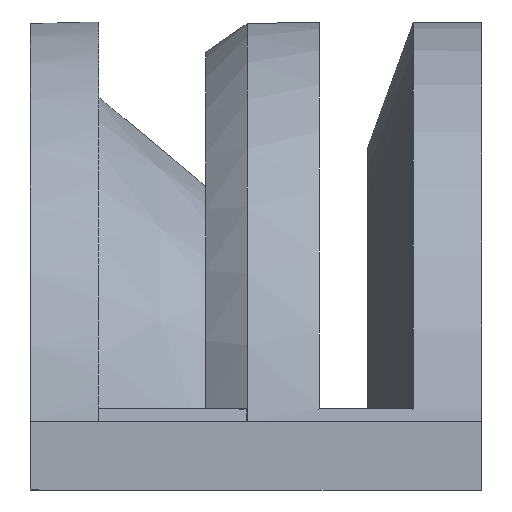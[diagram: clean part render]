
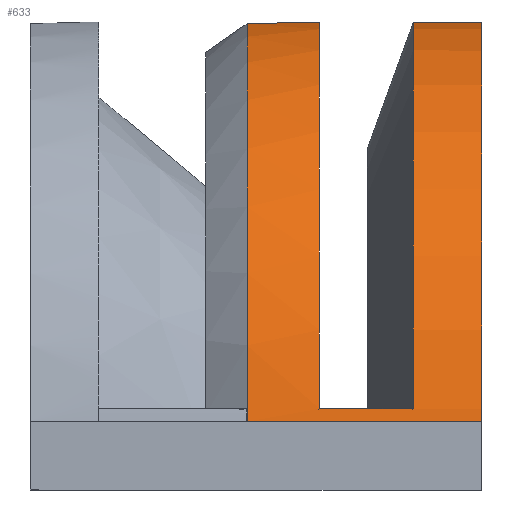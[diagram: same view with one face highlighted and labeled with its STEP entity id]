
A CAD part, left-side view. The second image highlights one B-rep face of the part: STEP entity #633.
In plain terms, the highlighted conical face has half-angle 0.086 degrees and reference radius 13.7 mm.
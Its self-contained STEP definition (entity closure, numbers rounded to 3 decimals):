
#30=CONICAL_SURFACE('',#704,13.7,0.001);
#36=FACE_BOUND('',#114,.T.);
#79=FACE_OUTER_BOUND('',#113,.T.);
#113=EDGE_LOOP('',(#580,#581,#582,#583,#584,#585,#586,#587));
#114=EDGE_LOOP('',(#588,#589,#590,#591));
#125=LINE('',#920,#187);
#130=LINE('',#940,#192);
#140=LINE('',#967,#202);
#148=LINE('',#984,#210);
#168=LINE('',#1043,#230);
#174=LINE('',#1062,#236);
#187=VECTOR('',#735,10.);
#192=VECTOR('',#748,10.);
#202=VECTOR('',#776,10.);
#210=VECTOR('',#790,10.);
#230=VECTOR('',#844,10.);
#236=VECTOR('',#866,10.);
#244=CIRCLE('',#658,13.691);
#246=CIRCLE('',#662,13.691);
#250=CIRCLE('',#671,13.691);
#262=CIRCLE('',#696,13.698);
#264=CIRCLE('',#701,13.694);
#266=CIRCLE('',#705,13.702);
#271=VERTEX_POINT('',#905);
#278=VERTEX_POINT('',#918);
#279=VERTEX_POINT('',#922);
#285=VERTEX_POINT('',#935);
#286=VERTEX_POINT('',#939);
#294=VERTEX_POINT('',#966);
#298=VERTEX_POINT('',#977);
#300=VERTEX_POINT('',#983);
#318=VERTEX_POINT('',#1040);
#319=VERTEX_POINT('',#1042);
#323=VERTEX_POINT('',#1056);
#324=VERTEX_POINT('',#1060);
#340=EDGE_CURVE('',#278,#271,#125,.T.);
#341=EDGE_CURVE('',#279,#271,#244,.T.);
#348=EDGE_CURVE('',#286,#285,#130,.T.);
#352=EDGE_CURVE('',#278,#286,#246,.T.);
#362=EDGE_CURVE('',#279,#294,#140,.T.);
#368=EDGE_CURVE('',#298,#294,#250,.T.);
#371=EDGE_CURVE('',#300,#298,#148,.T.);
#400=EDGE_CURVE('',#319,#318,#168,.T.);
#408=EDGE_CURVE('',#318,#323,#262,.T.);
#410=EDGE_CURVE('',#323,#324,#174,.T.);
#415=EDGE_CURVE('',#324,#319,#264,.T.);
#417=EDGE_CURVE('',#285,#300,#266,.T.);
#580=ORIENTED_EDGE('',*,*,#348,.T.);
#581=ORIENTED_EDGE('',*,*,#417,.T.);
#582=ORIENTED_EDGE('',*,*,#371,.T.);
#583=ORIENTED_EDGE('',*,*,#368,.T.);
#584=ORIENTED_EDGE('',*,*,#362,.F.);
#585=ORIENTED_EDGE('',*,*,#341,.T.);
#586=ORIENTED_EDGE('',*,*,#340,.F.);
#587=ORIENTED_EDGE('',*,*,#352,.T.);
#588=ORIENTED_EDGE('',*,*,#400,.T.);
#589=ORIENTED_EDGE('',*,*,#408,.T.);
#590=ORIENTED_EDGE('',*,*,#410,.T.);
#591=ORIENTED_EDGE('',*,*,#415,.T.);
#633=ADVANCED_FACE('',(#79,#36),#30,.T.);
#658=AXIS2_PLACEMENT_3D('',#923,#738,#739);
#662=AXIS2_PLACEMENT_3D('',#947,#754,#755);
#671=AXIS2_PLACEMENT_3D('',#978,#784,#785);
#696=AXIS2_PLACEMENT_3D('',#1058,#861,#862);
#701=AXIS2_PLACEMENT_3D('',#1071,#876,#877);
#704=AXIS2_PLACEMENT_3D('',#1074,#882,#883);
#705=AXIS2_PLACEMENT_3D('',#1075,#884,#885);
#735=DIRECTION('',(-0.001,-1.,0.));
#738=DIRECTION('center_axis',(0.,1.,0.));
#739=DIRECTION('ref_axis',(0.,0.,1.));
#748=DIRECTION('',(0.002,1.,0.));
#754=DIRECTION('center_axis',(0.,-1.,0.));
#755=DIRECTION('ref_axis',(0.,0.,1.));
#776=DIRECTION('',(-0.001,1.,0.));
#784=DIRECTION('center_axis',(0.,-1.,0.));
#785=DIRECTION('ref_axis',(0.,0.,1.));
#790=DIRECTION('',(0.002,-1.,0.));
#844=DIRECTION('',(-0.001,1.,0.));
#861=DIRECTION('center_axis',(0.,1.,0.));
#862=DIRECTION('ref_axis',(0.,0.,
1.));
#866=DIRECTION('',(-0.001,-1.,0.));
#876=DIRECTION('center_axis',(0.,-1.,0.));
#877=DIRECTION('ref_axis',(0.,0.,1.));
#882=DIRECTION('center_axis',(0.,1.,0.));
#883=DIRECTION('ref_axis',(0.,0.,1.));
#884=DIRECTION('center_axis',(0.,-1.,0.));
#885=DIRECTION('ref_axis',(0.,0.,1.));
#905=CARTESIAN_POINT('',(13.691,-3.708,-9.));
#918=CARTESIAN_POINT('',(13.691,-3.7,-9.));
#920=CARTESIAN_POINT('',(13.702,3.16,-9.));
#922=CARTESIAN_POINT('',(-13.691,-3.708,-9.));
#923=CARTESIAN_POINT('Origin',(0.,-3.708,-9.));
#935=CARTESIAN_POINT('',(13.555,3.16,-7.));
#939=CARTESIAN_POINT('',(13.545,-3.7,-7.));
#940=CARTESIAN_POINT('',(13.55,-0.27,-7.));
#947=CARTESIAN_POINT('Origin',(0.,-3.7,-9.));
#966=CARTESIAN_POINT('',(-13.691,-3.7,-9.));
#967=CARTESIAN_POINT('',(-13.702,3.16,-9.));
#977=CARTESIAN_POINT('',(-13.545,-3.7,-7.));
#978=CARTESIAN_POINT('Origin',(0.,-3.7,-9.));
#983=CARTESIAN_POINT('',(-13.555,3.16,-7.));
#984=CARTESIAN_POINT('',(-13.55,-0.27,-7.));
#1040=CARTESIAN_POINT('',(-13.49,1.04,-6.621));
#1042=CARTESIAN_POINT('',(-13.486,-1.709,-6.622));
#1043=CARTESIAN_POINT('',(-13.492,2.1,-6.621));
#1056=CARTESIAN_POINT('',(13.49,1.04,-6.621));
#1058=CARTESIAN_POINT('Origin',(0.,1.04,-9.));
#1060=CARTESIAN_POINT('',(13.486,-1.709,-6.622));
#1062=CARTESIAN_POINT('',(13.492,2.1,-6.621));
#1071=CARTESIAN_POINT('Origin',(0.,-1.709,-9.));
#1074=CARTESIAN_POINT('Origin',(0.,2.1,-9.));
#1075=CARTESIAN_POINT('Origin',(0.,3.16,
-9.));
